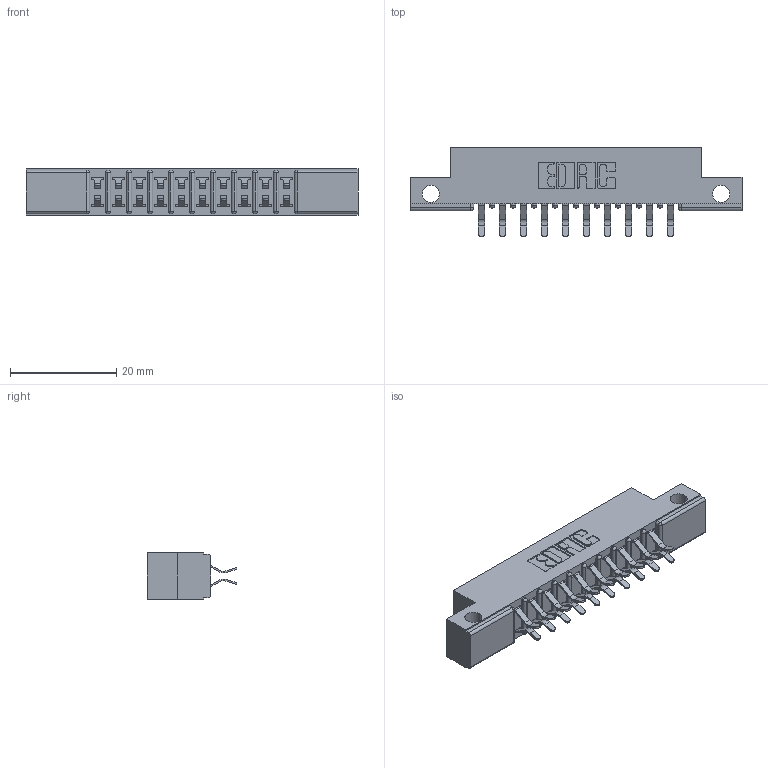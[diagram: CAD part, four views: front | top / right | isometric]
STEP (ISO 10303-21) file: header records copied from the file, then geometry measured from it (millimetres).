
FILE_DESCRIPTION (( 'STEP AP203' ), '1' );
FILE_NAME ('357-020-456-212.STEP', '2020-10-02T22:22:15', ( '' ), ( '' ), 'SwSTEP 2.0', 'SolidWorks 2020', '' );
FILE_SCHEMA (( 'CONFIG_CONTROL_DESIGN' ));
Length unit declared in the file: inch
Products named in the file (3): 307-290-001_556; 307 Part_.128 Dia Side Mounting Holes; 357-020-456-212
Assembly tree (21 placements, depth 2):
  357-020-456-212
    307 Part_.128 Dia Side Mounting Holes
    307-290-001_556  x20
Bounding box: 62.64 x 16.97 x 8.71 mm (x, y, z)
Volume: 4018.9 mm3; surface area: 6314.3 mm2
Topology: 21 solids, 21 shells, 1129 faces, 3163 edges, 2050 vertices
Faces by surface type: plane 730, cylinder 377, sphere 22
Entity records: 12944 total; most frequent: CARTESIAN_POINT 2126, ORIENTED_EDGE 2102, DIRECTION 2097, EDGE_CURVE 1051, LINE 791, VECTOR 791, VERTEX_POINT 682, AXIS2_PLACEMENT_3D 653
